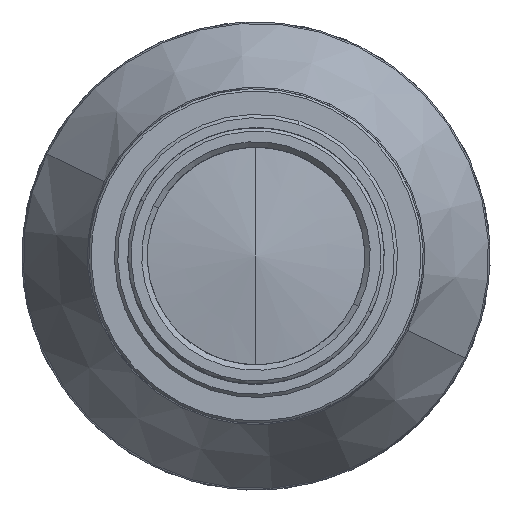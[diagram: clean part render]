
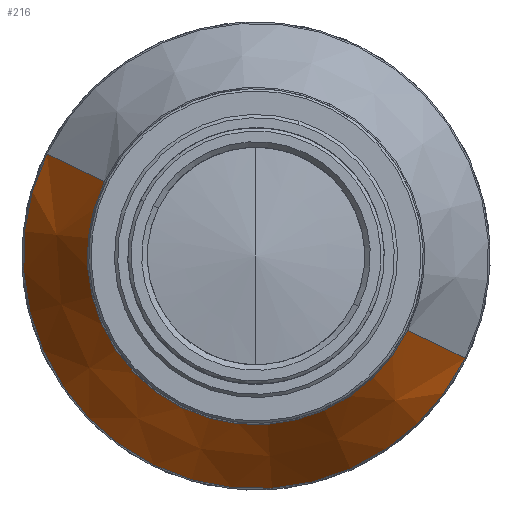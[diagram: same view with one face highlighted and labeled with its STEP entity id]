
A CAD part, left-side view. The second image highlights one B-rep face of the part: STEP entity #216.
In plain terms, the highlighted conical face has half-angle 30 degrees and reference radius 15.134 mm.
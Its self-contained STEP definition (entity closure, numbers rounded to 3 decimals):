
#46 = CARTESIAN_POINT ( 'NONE',  ( -157.16, -13.596, -6.647 ) ) ;
#53 = CARTESIAN_POINT ( 'NONE',  ( -157.16, -13.596, -6.647 ) ) ;
#55 = AXIS2_PLACEMENT_3D ( 'NONE', #266, #1678, #254 ) ;
#168 = ORIENTED_EDGE ( 'NONE', *, *, #1216, .F. ) ;
#216 = ADVANCED_FACE ( 'NONE', ( #1898 ), #1664, .T. ) ;
#254 = DIRECTION ( 'NONE',  ( 0., -0.898, -0.439 ) ) ;
#266 = CARTESIAN_POINT ( 'NONE',  ( -157.16, 0., 0. ) ) ;
#297 = EDGE_CURVE ( 'NONE', #596, #1096, #378, .T. ) ;
#312 = LINE ( 'NONE', #1173, #1901 ) ;
#378 = CIRCLE ( 'NONE', #1978, 15.134 ) ;
#394 = CIRCLE ( 'NONE', #729, 20.866 ) ;
#534 = ORIENTED_EDGE ( 'NONE', *, *, #297, .T. ) ;
#544 = CARTESIAN_POINT ( 'NONE',  ( -157.16, 0., 0. ) ) ;
#590 = CARTESIAN_POINT ( 'NONE',  ( -147.232, 9.164, -18.746 ) ) ;
#596 = VERTEX_POINT ( 'NONE', #46 ) ;
#670 = DIRECTION ( 'NONE',  ( 1., 0., 0. ) ) ;
#695 = CARTESIAN_POINT ( 'NONE',  ( -147.232, 0., 0. ) ) ;
#729 = AXIS2_PLACEMENT_3D ( 'NONE', #1802, #1157, #970 ) ;
#783 = DIRECTION ( 'NONE',  ( 1., 0., 0. ) ) ;
#820 = ORIENTED_EDGE ( 'NONE', *, *, #2060, .F. ) ;
#827 = EDGE_CURVE ( 'NONE', #1617, #1650, #312, .T. ) ;
#856 = CIRCLE ( 'NONE', #1072, 20.866 ) ;
#970 = DIRECTION ( 'NONE',  ( 0., 0.439, -0.898 ) ) ;
#980 = EDGE_LOOP ( 'NONE', ( #2052, #2193, #1023, #168, #820, #534 ) ) ;
#984 = CARTESIAN_POINT ( 'NONE',  ( -157.16, 6.647, -13.596 ) ) ;
#995 = DIRECTION ( 'NONE',  ( 0., -0.898, -0.439 ) ) ;
#1023 = ORIENTED_EDGE ( 'NONE', *, *, #1746, .F. ) ;
#1068 = CARTESIAN_POINT ( 'NONE',  ( -147.232, -18.746, -9.164 ) ) ;
#1072 = AXIS2_PLACEMENT_3D ( 'NONE', #695, #1710, #2062 ) ;
#1096 = VERTEX_POINT ( 'NONE', #984 ) ;
#1157 = DIRECTION ( 'NONE',  ( 1., 0., 0. ) ) ;
#1173 = CARTESIAN_POINT ( 'NONE',  ( -157.16, 13.596, 6.647 ) ) ;
#1216 = EDGE_CURVE ( 'NONE', #1586, #1434, #856, .T. ) ;
#1359 = CARTESIAN_POINT ( 'NONE',  ( -157.16, 13.596, 6.647 ) ) ;
#1434 = VERTEX_POINT ( 'NONE', #590 ) ;
#1492 = DIRECTION ( 'NONE',  ( 0.866, 0.449, 0.22 ) ) ;
#1586 = VERTEX_POINT ( 'NONE', #1068 ) ;
#1590 = LINE ( 'NONE', #53, #2168 ) ;
#1617 = VERTEX_POINT ( 'NONE', #1359 ) ;
#1650 = VERTEX_POINT ( 'NONE', #1685 ) ;
#1664 = CONICAL_SURFACE ( 'NONE', #55, 15.134, 0.524 ) ;
#1666 = CARTESIAN_POINT ( 'NONE',  ( -157.16, 0., 0. ) ) ;
#1674 = CIRCLE ( 'NONE', #1980, 15.134 ) ;
#1678 = DIRECTION ( 'NONE',  ( 1., 0., 0. ) ) ;
#1685 = CARTESIAN_POINT ( 'NONE',  ( -147.232, 18.746, 9.164 ) ) ;
#1710 = DIRECTION ( 'NONE',  ( 1., 0., 0. ) ) ;
#1746 = EDGE_CURVE ( 'NONE', #1434, #1650, #394, .T. ) ;
#1767 = EDGE_CURVE ( 'NONE', #1096, #1617, #1674, .T. ) ;
#1789 = DIRECTION ( 'NONE',  ( 0.866, -0.449, -0.22 ) ) ;
#1802 = CARTESIAN_POINT ( 'NONE',  ( -147.232, 0., 0. ) ) ;
#1898 = FACE_OUTER_BOUND ( 'NONE', #980, .T. ) ;
#1901 = VECTOR ( 'NONE', #1492, 1000. ) ;
#1978 = AXIS2_PLACEMENT_3D ( 'NONE', #544, #670, #995 ) ;
#1980 = AXIS2_PLACEMENT_3D ( 'NONE', #1666, #783, #2197 ) ;
#2052 = ORIENTED_EDGE ( 'NONE', *, *, #1767, .T. ) ;
#2060 = EDGE_CURVE ( 'NONE', #596, #1586, #1590, .T. ) ;
#2062 = DIRECTION ( 'NONE',  ( 0., 0.439, -0.898 ) ) ;
#2168 = VECTOR ( 'NONE', #1789, 1000. ) ;
#2193 = ORIENTED_EDGE ( 'NONE', *, *, #827, .T. ) ;
#2197 = DIRECTION ( 'NONE',  ( 0., -0.898, -0.439 ) ) ;
